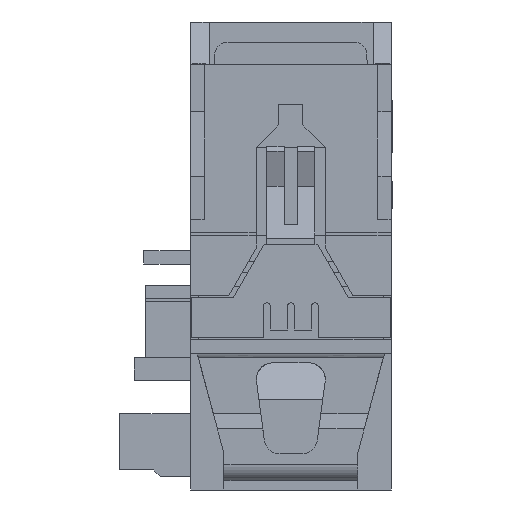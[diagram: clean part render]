
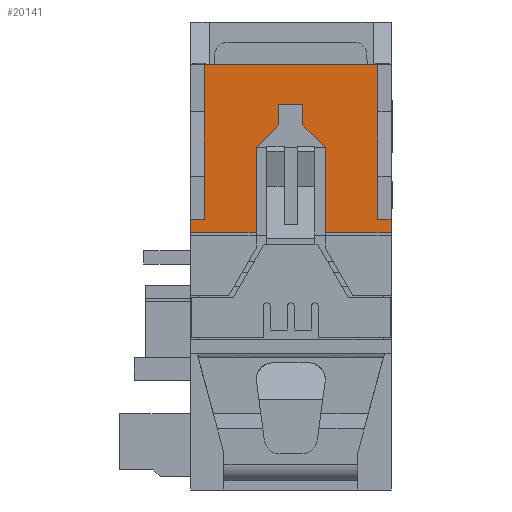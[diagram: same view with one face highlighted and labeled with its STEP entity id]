
A CAD part, front view. The second image highlights one B-rep face of the part: STEP entity #20141.
In plain terms, the highlighted planar face has unit normal (0, -1, 0).
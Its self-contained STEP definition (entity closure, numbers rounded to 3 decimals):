
#17351=FACE_OUTER_BOUND('',#25915,.T.);
#20141=ADVANCED_FACE('',(#17351),#23040,.T.);
#23040=PLANE('',#73290);
#25915=EDGE_LOOP('',(#30900,#30901,#30902,#30903,#30904,#30905,#30906,#30907,
#30908,#30909,#30910,#30911,#30912,#30913,#30914,#30915));
#30900=ORIENTED_EDGE('',*,*,#50864,.F.);
#30901=ORIENTED_EDGE('',*,*,#50865,.F.);
#30902=ORIENTED_EDGE('',*,*,#50866,.F.);
#30903=ORIENTED_EDGE('',*,*,#50867,.F.);
#30904=ORIENTED_EDGE('',*,*,#50868,.F.);
#30905=ORIENTED_EDGE('',*,*,#50869,.F.);
#30906=ORIENTED_EDGE('',*,*,#50870,.F.);
#30907=ORIENTED_EDGE('',*,*,#50871,.T.);
#30908=ORIENTED_EDGE('',*,*,#50136,.F.);
#30909=ORIENTED_EDGE('',*,*,#50872,.F.);
#30910=ORIENTED_EDGE('',*,*,#50873,.T.);
#30911=ORIENTED_EDGE('',*,*,#50640,.F.);
#30912=ORIENTED_EDGE('',*,*,#50863,.F.);
#30913=ORIENTED_EDGE('',*,*,#50874,.T.);
#30914=ORIENTED_EDGE('',*,*,#50875,.T.);
#30915=ORIENTED_EDGE('',*,*,#50570,.T.);
#45147=VERTEX_POINT('',#89257);
#45148=VERTEX_POINT('',#89259);
#45576=VERTEX_POINT('',#90187);
#45578=VERTEX_POINT('',#90190);
#45619=VERTEX_POINT('',#90328);
#45620=VERTEX_POINT('',#90330);
#45839=VERTEX_POINT('',#91348);
#45840=VERTEX_POINT('',#91352);
#45841=VERTEX_POINT('',#91354);
#45842=VERTEX_POINT('',#91356);
#45843=VERTEX_POINT('',#91358);
#45844=VERTEX_POINT('',#91360);
#45845=VERTEX_POINT('',#91362);
#45846=VERTEX_POINT('',#91364);
#45847=VERTEX_POINT('',#91367);
#45848=VERTEX_POINT('',#91370);
#50136=EDGE_CURVE('',#45147,#45148,#57652,.T.);
#50570=EDGE_CURVE('',#45578,#45576,#58066,.T.);
#50640=EDGE_CURVE('',#45619,#45620,#58136,.T.);
#50863=EDGE_CURVE('',#45839,#45619,#58314,.T.);
#50864=EDGE_CURVE('',#45840,#45576,#58315,.T.);
#50865=EDGE_CURVE('',#45841,#45840,#58316,.T.);
#50866=EDGE_CURVE('',#45842,#45841,#58317,.T.);
#50867=EDGE_CURVE('',#45843,#45842,#58318,.T.);
#50868=EDGE_CURVE('',#45844,#45843,#58319,.T.);
#50869=EDGE_CURVE('',#45845,#45844,#58320,.T.);
#50870=EDGE_CURVE('',#45846,#45845,#58321,.T.);
#50871=EDGE_CURVE('',#45846,#45148,#58322,.T.);
#50872=EDGE_CURVE('',#45847,#45147,#58323,.T.);
#50873=EDGE_CURVE('',#45847,#45620,#58324,.T.);
#50874=EDGE_CURVE('',#45839,#45848,#58325,.T.);
#50875=EDGE_CURVE('',#45848,#45578,#58326,.T.);
#57652=LINE('',#89258,#63905);
#58066=LINE('',#90189,#64319);
#58136=LINE('',#90329,#64389);
#58314=LINE('',#91349,#64567);
#58315=LINE('',#91351,#64568);
#58316=LINE('',#91353,#64569);
#58317=LINE('',#91355,#64570);
#58318=LINE('',#91357,#64571);
#58319=LINE('',#91359,#64572);
#58320=LINE('',#91361,#64573);
#58321=LINE('',#91363,#64574);
#58322=LINE('',#91365,#64575);
#58323=LINE('',#91366,#64576);
#58324=LINE('',#91368,#64577);
#58325=LINE('',#91369,#64578);
#58326=LINE('',#91371,#64579);
#63905=VECTOR('',#76388,1.);
#64319=VECTOR('',#76888,1.);
#64389=VECTOR('',#77014,1.);
#64567=VECTOR('',#77248,1.);
#64568=VECTOR('',#77251,1.);
#64569=VECTOR('',#77252,1.);
#64570=VECTOR('',#77253,1.);
#64571=VECTOR('',#77254,1.);
#64572=VECTOR('',#77255,1.);
#64573=VECTOR('',#77256,1.);
#64574=VECTOR('',#77257,1.);
#64575=VECTOR('',#77258,1.);
#64576=VECTOR('',#77259,1.);
#64577=VECTOR('',#77260,1.);
#64578=VECTOR('',#77261,1.);
#64579=VECTOR('',#77262,1.);
#73290=AXIS2_PLACEMENT_3D('',#91372,#77263,#77264);
#76388=DIRECTION('',(0.,0.,-1.));
#76888=DIRECTION('',(1.,0.,0.));
#77014=DIRECTION('',(1.,0.,0.));
#77248=DIRECTION('',(0.,0.,1.));
#77251=DIRECTION('',(0.,0.,-1.));
#77252=DIRECTION('',(-0.707,0.,-0.707));
#77253=DIRECTION('',(0.,0.,-1.));
#77254=DIRECTION('',(-1.,0.,0.));
#77255=DIRECTION('',(0.,0.,1.));
#77256=DIRECTION('',(-0.707,0.,0.707));
#77257=DIRECTION('',(0.,0.,1.));
#77258=DIRECTION('',(1.,0.,0.));
#77259=DIRECTION('',(1.,0.,0.));
#77260=DIRECTION('',(0.,0.,1.));
#77261=DIRECTION('',(-1.,0.,0.));
#77262=DIRECTION('',(0.,0.,-1.));
#77263=DIRECTION('',(0.,-1.,0.));
#77264=DIRECTION('',(0.,0.,-1.));
#89257=CARTESIAN_POINT('',(-6.9,-74.5,13.25));
#89258=CARTESIAN_POINT('',(-6.9,-74.5,24.8));
#89259=CARTESIAN_POINT('',(-6.9,-74.5,12.25));
#90187=CARTESIAN_POINT('',(-17.,-74.5,12.25));
#90189=CARTESIAN_POINT('',(-21.9,-74.5,12.25));
#90190=CARTESIAN_POINT('',(-21.9,-74.5,12.25));
#90328=CARTESIAN_POINT('',(-20.883,-74.5,24.8));
#90329=CARTESIAN_POINT('',(-21.9,-74.5,24.8));
#90330=CARTESIAN_POINT('',(-7.917,-74.5,24.8));
#91348=CARTESIAN_POINT('',(-20.883,-74.5,13.25));
#91349=CARTESIAN_POINT('',(-20.883,-74.5,13.25));
#91351=CARTESIAN_POINT('',(-17.,-74.5,18.6));
#91352=CARTESIAN_POINT('',(-17.,-74.5,18.6));
#91353=CARTESIAN_POINT('',(-15.3,-74.5,20.3));
#91354=CARTESIAN_POINT('',(-15.3,-74.5,20.3));
#91355=CARTESIAN_POINT('',(-15.3,-74.5,21.8));
#91356=CARTESIAN_POINT('',(-15.3,-74.5,21.8));
#91357=CARTESIAN_POINT('',(-13.5,-74.5,21.8));
#91358=CARTESIAN_POINT('',(-13.5,-74.5,21.8));
#91359=CARTESIAN_POINT('',(-13.5,-74.5,20.3));
#91360=CARTESIAN_POINT('',(-13.5,-74.5,20.3));
#91361=CARTESIAN_POINT('',(-11.8,-74.5,18.6));
#91362=CARTESIAN_POINT('',(-11.8,-74.5,18.6));
#91363=CARTESIAN_POINT('',(-11.8,-74.5,12.05));
#91364=CARTESIAN_POINT('',(-11.8,-74.5,12.25));
#91365=CARTESIAN_POINT('',(-21.9,-74.5,12.25));
#91366=CARTESIAN_POINT('',(-7.917,-74.5,13.25));
#91367=CARTESIAN_POINT('',(-7.917,-74.5,13.25));
#91368=CARTESIAN_POINT('',(-7.917,-74.5,13.25));
#91369=CARTESIAN_POINT('',(-20.883,-74.5,13.25));
#91370=CARTESIAN_POINT('',(-21.9,-74.5,13.25));
#91371=CARTESIAN_POINT('',(-21.9,-74.5,24.8));
#91372=CARTESIAN_POINT('',(-21.9,-74.5,24.8));
